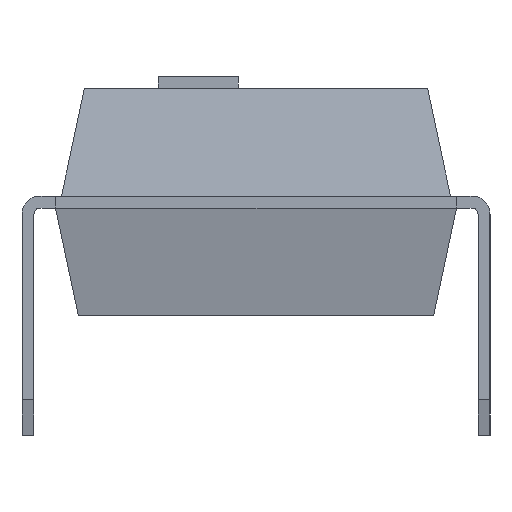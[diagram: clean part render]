
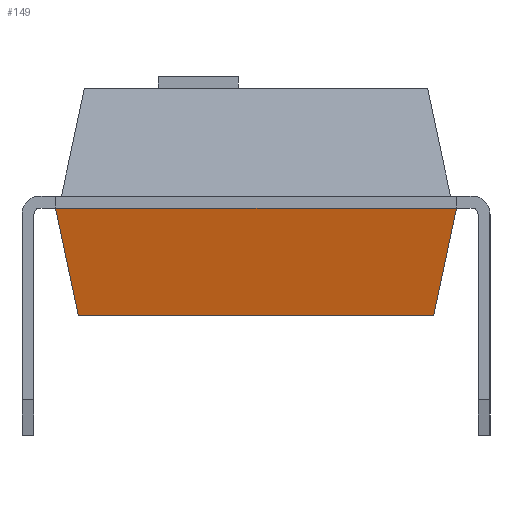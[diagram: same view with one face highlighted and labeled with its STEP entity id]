
A CAD part, left-side view. The second image highlights one B-rep face of the part: STEP entity #149.
In plain terms, the highlighted free-form (B-spline) face has degree [1, 1] with [2, 2] control points.
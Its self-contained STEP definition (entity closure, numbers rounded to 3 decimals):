
#24=VERTEX_POINT('',#25);
#25=CARTESIAN_POINT('',(-1.717,6.777,0.));
#29=ORIENTED_EDGE('',*,*,#30,.T.);
#30=EDGE_CURVE('',#24,#31,#33,.T.);
#31=VERTEX_POINT('',#32);
#32=CARTESIAN_POINT('',(-1.717,0.843,0.));
#33=LINE('',#25,#34);
#34=VECTOR('',#35,1.);
#35=DIRECTION('',(0.,-1.,0.));
#56=EDGE_CURVE('',#24,#57,#59,.T.);
#57=VERTEX_POINT('',#58);
#58=CARTESIAN_POINT('',(-2.1,7.16,1.8));
#59=B_SPLINE_CURVE_WITH_KNOTS('',1,(#25,#58),.UNSPECIFIED.,.F.,.F.,(2,2),(0.,1.),.PIECEWISE_BEZIER_KNOTS.);
#149=ADVANCED_FACE('',(#150),#161,.T.);
#150=FACE_BOUND('',#151,.T.);
#151=EDGE_LOOP('',(#29,#152,#157,#160));
#152=ORIENTED_EDGE('',*,*,#153,.T.);
#153=EDGE_CURVE('',#31,#154,#156,.T.);
#154=VERTEX_POINT('',#155);
#155=CARTESIAN_POINT('',(-2.1,0.46,1.8));
#156=B_SPLINE_CURVE_WITH_KNOTS('',1,(#32,#155),.UNSPECIFIED.,.F.,.F.,(2,2),(0.,1.),.PIECEWISE_BEZIER_KNOTS.);
#157=ORIENTED_EDGE('',*,*,#158,.F.);
#158=EDGE_CURVE('',#57,#154,#159,.T.);
#159=LINE('',#58,#34);
#160=ORIENTED_EDGE('',*,*,#56,.F.);
#161=B_SPLINE_SURFACE_WITH_KNOTS('',1,1,((#25,#58),(#32,#155)),.UNSPECIFIED.,.F.,.F.,.F.,(2,2),(2,2),(0.,6.7),(0.,1.),.PIECEWISE_BEZIER_KNOTS.);
